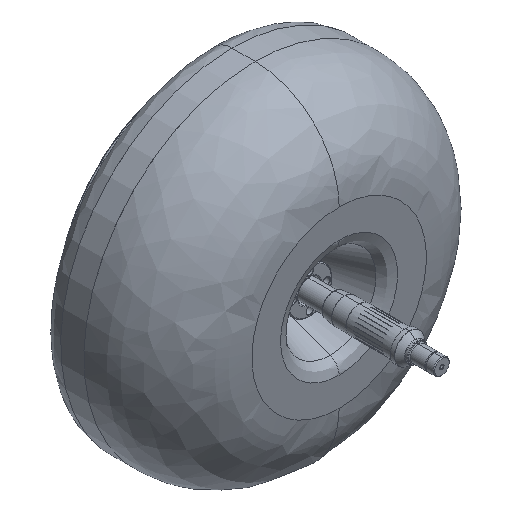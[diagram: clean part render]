
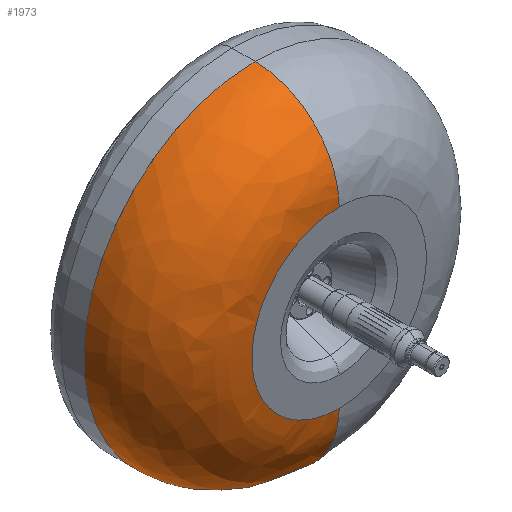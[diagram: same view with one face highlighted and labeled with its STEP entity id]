
A CAD part, isometric view. The second image highlights one B-rep face of the part: STEP entity #1973.
In plain terms, the highlighted free-form (B-spline) face has degree [2, 2] with [5, 3] control points.
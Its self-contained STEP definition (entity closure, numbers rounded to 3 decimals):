
#845 = VERTEX_POINT('',#846);
#846 = CARTESIAN_POINT('',(0.,89.046,-181.484));
#847 = VERTEX_POINT('',#848);
#848 = CARTESIAN_POINT('',(0.,89.046,
    181.484));
#856 = EDGE_CURVE('',#847,#857,#859,.T.);
#857 = VERTEX_POINT('',#858);
#858 = CARTESIAN_POINT('',(0.,0.,
    92.438));
#859 = ( BOUNDED_CURVE() B_SPLINE_CURVE(2,(#860,#861,#862),
.UNSPECIFIED.,.F.,.F.) B_SPLINE_CURVE_WITH_KNOTS((3,3),(3.142,
4.712),.PIECEWISE_BEZIER_KNOTS.) CURVE() 
GEOMETRIC_REPRESENTATION_ITEM() RATIONAL_B_SPLINE_CURVE((1.,
0.707,1.)) REPRESENTATION_ITEM('') );
#860 = CARTESIAN_POINT('',(0.,89.046,
    181.484));
#861 = CARTESIAN_POINT('',(0.,0.,
    181.484));
#862 = CARTESIAN_POINT('',(0.,0.,
    92.438));
#865 = VERTEX_POINT('',#866);
#866 = CARTESIAN_POINT('',(0.,0.,-92.438));
#874 = EDGE_CURVE('',#845,#865,#875,.T.);
#875 = ( BOUNDED_CURVE() B_SPLINE_CURVE(2,(#876,#877,#878),
.UNSPECIFIED.,.F.,.F.) B_SPLINE_CURVE_WITH_KNOTS((3,3),(3.142,
4.712),.PIECEWISE_BEZIER_KNOTS.) CURVE() 
GEOMETRIC_REPRESENTATION_ITEM() RATIONAL_B_SPLINE_CURVE((1.,
0.707,1.)) REPRESENTATION_ITEM('') );
#876 = CARTESIAN_POINT('',(0.,89.046,-181.484));
#877 = CARTESIAN_POINT('',(0.,0.,-181.484));
#878 = CARTESIAN_POINT('',(0.,0.,-92.438));
#1955 = EDGE_CURVE('',#847,#845,#1956,.T.);
#1956 = ( BOUNDED_CURVE() B_SPLINE_CURVE(2,(#1957,#1958,#1959,#1960,
#1961),.UNSPECIFIED.,.F.,.F.) B_SPLINE_CURVE_WITH_KNOTS((3,2,3),(
    3.142,4.712,6.283),
.PIECEWISE_BEZIER_KNOTS.) CURVE() GEOMETRIC_REPRESENTATION_ITEM() 
RATIONAL_B_SPLINE_CURVE((1.,0.707,1.,0.707,1.)) 
REPRESENTATION_ITEM('') );
#1957 = CARTESIAN_POINT('',(0.,89.046,
    181.484));
#1958 = CARTESIAN_POINT('',(-181.484,89.046,
    181.484));
#1959 = CARTESIAN_POINT('',(-181.484,89.046,
    0.));
#1960 = CARTESIAN_POINT('',(-181.484,89.046,
    -181.484));
#1961 = CARTESIAN_POINT('',(0.,89.046,
    -181.484));
#1973 = ADVANCED_FACE('',(#1974),#1987,.T.);
#1974 = FACE_BOUND('',#1975,.T.);
#1975 = EDGE_LOOP('',(#1976,#1977,#1978,#1979));
#1976 = ORIENTED_EDGE('',*,*,#856,.F.);
#1977 = ORIENTED_EDGE('',*,*,#1955,.T.);
#1978 = ORIENTED_EDGE('',*,*,#874,.T.);
#1979 = ORIENTED_EDGE('',*,*,#1980,.F.);
#1980 = EDGE_CURVE('',#857,#865,#1981,.T.);
#1981 = ( BOUNDED_CURVE() B_SPLINE_CURVE(2,(#1982,#1983,#1984,#1985,
#1986),.UNSPECIFIED.,.F.,.F.) B_SPLINE_CURVE_WITH_KNOTS((3,2,3),(
    3.142,4.712,6.283),
.PIECEWISE_BEZIER_KNOTS.) CURVE() GEOMETRIC_REPRESENTATION_ITEM() 
RATIONAL_B_SPLINE_CURVE((1.,0.707,1.,0.707,1.)) 
REPRESENTATION_ITEM('') );
#1982 = CARTESIAN_POINT('',(0.,0.,
    92.438));
#1983 = CARTESIAN_POINT('',(-92.438,0.,
    92.438));
#1984 = CARTESIAN_POINT('',(-92.438,0.,
    0.));
#1985 = CARTESIAN_POINT('',(-92.438,0.,
    -92.438));
#1986 = CARTESIAN_POINT('',(0.,0.,
    -92.438));
#1987 = ( BOUNDED_SURFACE() B_SPLINE_SURFACE(2,2,(
    (#1988,#1989,#1990)
    ,(#1991,#1992,#1993)
    ,(#1994,#1995,#1996)
    ,(#1997,#1998,#1999)
    ,(#2000,#2001,#2002
)),.UNSPECIFIED.,.F.,.F.,.F.) B_SPLINE_SURFACE_WITH_KNOTS((3,2,3),(3,3),
  (3.142,4.712,6.283),(0.,1.571),
.PIECEWISE_BEZIER_KNOTS.) GEOMETRIC_REPRESENTATION_ITEM() 
RATIONAL_B_SPLINE_SURFACE((
    (1.,0.707,1.)
    ,(0.707,0.5,0.707)
    ,(1.,0.707,1.)
    ,(0.707,0.5,0.707)
,(1.,0.707,1.))) REPRESENTATION_ITEM('') SURFACE() );
#1988 = CARTESIAN_POINT('',(0.,89.046,
    181.484));
#1989 = CARTESIAN_POINT('',(0.,0.,
    181.484));
#1990 = CARTESIAN_POINT('',(0.,0.,
    92.438));
#1991 = CARTESIAN_POINT('',(-181.484,89.046,
    181.484));
#1992 = CARTESIAN_POINT('',(-181.484,0.,
    181.484));
#1993 = CARTESIAN_POINT('',(-92.438,0.,
    92.438));
#1994 = CARTESIAN_POINT('',(-181.484,89.046,
    0.));
#1995 = CARTESIAN_POINT('',(-181.484,0.,
    0.));
#1996 = CARTESIAN_POINT('',(-92.438,0.,
    0.));
#1997 = CARTESIAN_POINT('',(-181.484,89.046,
    -181.484));
#1998 = CARTESIAN_POINT('',(-181.484,0.,
    -181.484));
#1999 = CARTESIAN_POINT('',(-92.438,0.,
    -92.438));
#2000 = CARTESIAN_POINT('',(0.,89.046,
    -181.484));
#2001 = CARTESIAN_POINT('',(0.,0.,
    -181.484));
#2002 = CARTESIAN_POINT('',(0.,0.,
    -92.438));
